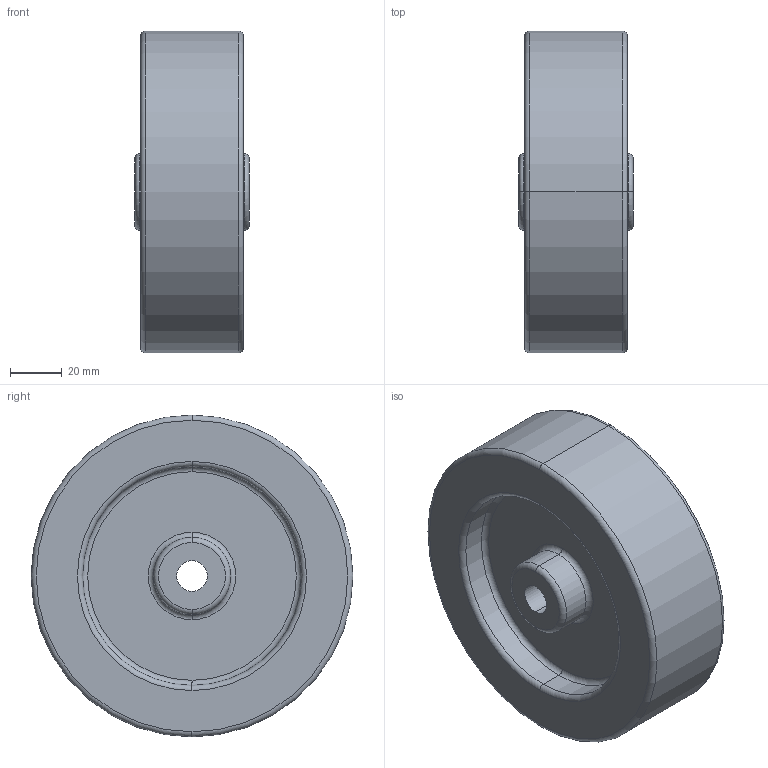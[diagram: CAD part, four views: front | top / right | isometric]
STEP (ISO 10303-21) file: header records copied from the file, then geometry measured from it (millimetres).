
FILE_DESCRIPTION (( 'STEP AP203' ), '1' );
FILE_NAME ('125mm wheel 458-9670.STEP', '2016-09-04T17:32:44', ( '' ), ( '' ), 'SwSTEP 2.0', 'SolidWorks 2015', '' );
FILE_SCHEMA (( 'CONFIG_CONTROL_DESIGN' ));
Length unit declared in the file: millimetre
Products named in the file (1): 125mm wheel 458-9670
Bounding box: 44.4 x 125 x 125 mm (x, y, z)
Volume: 364102 mm3; surface area: 49227.8 mm2
Topology: 1 solids, 1 shells, 38 faces, 76 edges, 44 vertices
Faces by surface type: torus 20, cylinder 12, plane 6
Entity records: 1085 total; most frequent: DIRECTION 218, CARTESIAN_POINT 159, ORIENTED_EDGE 152, AXIS2_PLACEMENT_3D 103, EDGE_CURVE 76, CIRCLE 64, EDGE_LOOP 44, VERTEX_POINT 44
